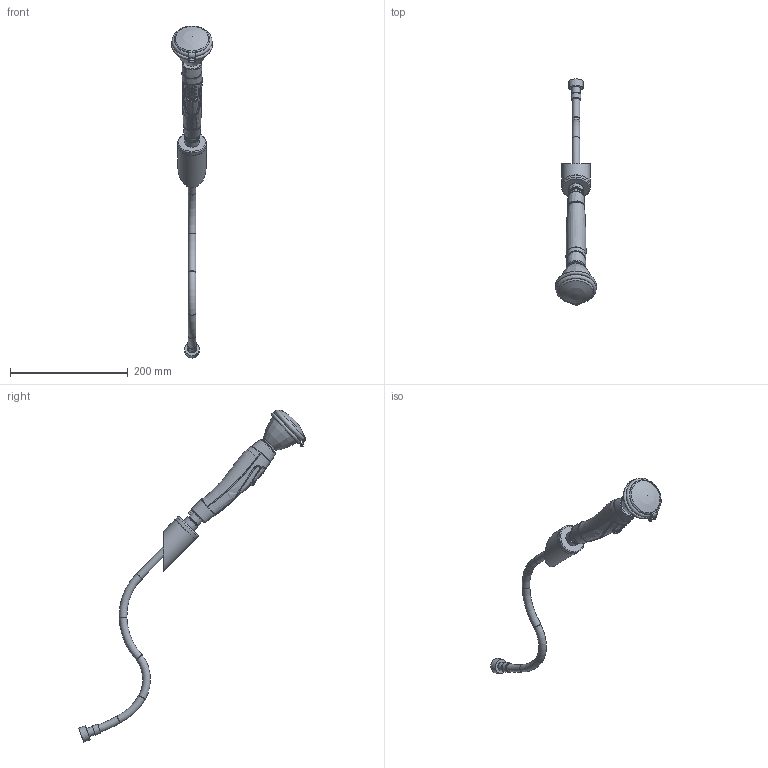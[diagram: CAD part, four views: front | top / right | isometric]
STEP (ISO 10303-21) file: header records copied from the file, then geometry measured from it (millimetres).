
FILE_DESCRIPTION(/* description */ (''),/* implementation_level */ '2;1');
FILE_NAME(/* name */ 'BR712035_Assembly-001.stp',/* time_stamp */ '2025-03-07T15:34:18+05:00',/* author */ (''),/* organization */ (''),/* preprocessor_version */ 'ST-DEVELOPER v18.102',/* originating_system */ 'SIEMENS PLM Software NX 2027',/* authorisation */ '');
FILE_SCHEMA (('AUTOMOTIVE_DESIGN { 1 0 10303 214 3 1 1 1 }'));
Length unit declared in the file: millimetre
Products named in the file (1): BR 712 035 _BR710275_objects
Bounding box: 70 x 385.73 x 565.13 mm (x, y, z)
Volume: 389407.5 mm3; surface area: 121086.3 mm2
Topology: 19 solids, 21 shells, 890 faces, 2067 edges, 1182 vertices
Faces by surface type: bspline 401, cylinder 180, sphere 109, plane 89, extrusion 60, torus 51
Full cylindrical faces by diameter (mm): 2.5 x3, 11.6 x1, 13 x1, 14.5 x1, 16 x1, 16.4 x1, 16.5 x1, 20.6 x6, 21 x1, 22 x2, 22.2 x1, 23 x1, 25 x2, 48 x1, 49 x1
Entity records: 87143 total; most frequent: CARTESIAN_POINT 70890, ORIENTED_EDGE 3690, DIRECTION 2659, EDGE_CURVE 1857, AXIS2_PLACEMENT_3D 1154, VERTEX_POINT 1083, EDGE_LOOP 964, ADVANCED_FACE 884
